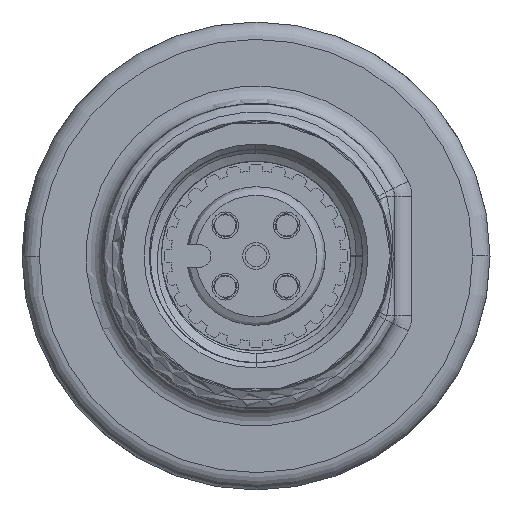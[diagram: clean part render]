
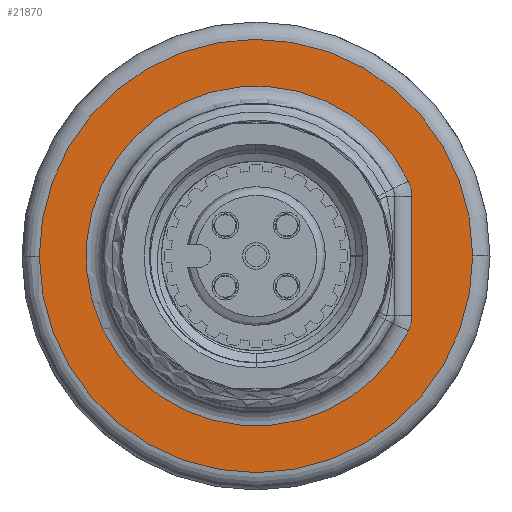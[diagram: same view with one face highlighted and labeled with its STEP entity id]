
A CAD part, left-side view. The second image highlights one B-rep face of the part: STEP entity #21870.
In plain terms, the highlighted planar face has unit normal (-1, 0, 0).
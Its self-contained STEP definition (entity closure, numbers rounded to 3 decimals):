
#85=CARTESIAN_POINT('',(-377.5,0.,0.));
#86=DIRECTION('',(1.,0.,0.));
#87=DIRECTION('',(0.,1.,0.));
#88=AXIS2_PLACEMENT_3D('',#85,#86,#87);
#90=CARTESIAN_POINT('',(-377.5,0.,0.));
#91=DIRECTION('',(1.,0.,0.));
#92=DIRECTION('',(0.,-1.,0.007));
#93=AXIS2_PLACEMENT_3D('',#90,#91,#92);
#95=CARTESIAN_POINT('',(-377.5,0.,0.));
#96=DIRECTION('',(1.,0.,0.));
#97=DIRECTION('',(0.,-1.,0.));
#98=AXIS2_PLACEMENT_3D('',#95,#96,#97);
#100=CARTESIAN_POINT('',(-377.5,0.,0.));
#101=DIRECTION('',(1.,0.,0.));
#102=DIRECTION('',(0.,1.,-0.007));
#103=AXIS2_PLACEMENT_3D('',#100,#101,#102);
#105=CARTESIAN_POINT('',(-377.5,-7.,-3.441));
#106=DIRECTION('',(-1.,0.,0.));
#107=DIRECTION('',(0.,-0.897,-0.441));
#108=AXIS2_PLACEMENT_3D('',#105,#106,#107);
#110=CARTESIAN_POINT('',(-377.5,-7.,3.441));
#111=DIRECTION('',(-1.,0.,0.));
#112=DIRECTION('',(0.,-1.,0.));
#113=AXIS2_PLACEMENT_3D('',#110,#111,#112);
#115=CARTESIAN_POINT('',(-377.5,0.,0.));
#116=DIRECTION('',(-1.,0.,0.));
#117=DIRECTION('',(0.,-0.897,0.441));
#118=AXIS2_PLACEMENT_3D('',#115,#116,#117);
#120=CARTESIAN_POINT('',(-377.5,0.,0.));
#121=DIRECTION('',(-1.,0.,0.));
#122=DIRECTION('',(0.,0.904,-0.428));
#123=AXIS2_PLACEMENT_3D('',#120,#121,#122);
#125=CARTESIAN_POINT('',(-377.5,0.,0.));
#126=DIRECTION('',(-1.,0.,0.));
#127=DIRECTION('',(0.,0.897,-0.441));
#128=AXIS2_PLACEMENT_3D('',#125,#126,#127);
#175=DIRECTION('',(0.,0.,-1.));
#176=VECTOR('',#175,6.882);
#177=CARTESIAN_POINT('',(-377.5,-9.,3.441));
#178=LINE('',#177,#176);
#20036=CARTESIAN_POINT('',(-377.5,-12.5,0.));
#20037=VERTEX_POINT('',#20036);
#20038=CARTESIAN_POINT('',(-377.5,12.5,0.));
#20039=CARTESIAN_POINT('',(-377.5,-12.5,0.085));
#20040=VERTEX_POINT('',#20038);
#20041=VERTEX_POINT('',#20039);
#20042=CARTESIAN_POINT('',(-377.5,12.5,-0.085));
#20043=VERTEX_POINT('',#20042);
#20044=CARTESIAN_POINT('',(-377.5,-8.795,-4.323));
#20045=CARTESIAN_POINT('',(-377.5,-9.,-3.441));
#20046=VERTEX_POINT('',#20044);
#20047=VERTEX_POINT('',#20045);
#20048=CARTESIAN_POINT('',(-377.5,-9.,3.441));
#20049=VERTEX_POINT('',#20048);
#20050=CARTESIAN_POINT('',(-377.5,-8.795,4.323));
#20051=VERTEX_POINT('',#20050);
#20052=CARTESIAN_POINT('',(-377.5,8.855,-4.199));
#20053=VERTEX_POINT('',#20052);
#20054=CARTESIAN_POINT('',(-377.5,8.795,-4.323));
#20055=VERTEX_POINT('',#20054);
#21845=CARTESIAN_POINT('',(-377.5,0.,0.));
#21846=DIRECTION('',(1.,0.,0.));
#21847=DIRECTION('',(0.,-1.,0.));
#21848=AXIS2_PLACEMENT_3D('',#21845,#21846,#21847);
#21849=PLANE('',#21848);
#21850=ORIENTED_EDGE('',*,*,#21821,.T.);
#21851=ORIENTED_EDGE('',*,*,#21819,.T.);
#21852=ORIENTED_EDGE('',*,*,#21839,.T.);
#21853=ORIENTED_EDGE('',*,*,#21837,.T.);
#21854=EDGE_LOOP('',(#21850,#21851,#21852,#21853));
#21855=FACE_OUTER_BOUND('',#21854,.F.);
#21857=ORIENTED_EDGE('',*,*,#21856,.T.);
#21859=ORIENTED_EDGE('',*,*,#21858,.F.);
#21861=ORIENTED_EDGE('',*,*,#21860,.T.);
#21863=ORIENTED_EDGE('',*,*,#21862,.T.);
#21865=ORIENTED_EDGE('',*,*,#21864,.T.);
#21867=ORIENTED_EDGE('',*,*,#21866,.T.);
#21868=EDGE_LOOP('',(#21857,#21859,#21861,#21863,#21865,#21867));
#21869=FACE_BOUND('',#21868,.F.);
#21870=ADVANCED_FACE('',(#21855,#21869),#21849,.F.);
#89=CIRCLE('',#88,12.5);
#94=CIRCLE('',#93,12.5);
#99=CIRCLE('',#98,12.5);
#104=CIRCLE('',#103,12.5);
#109=CIRCLE('',#108,2.);
#114=CIRCLE('',#113,2.);
#119=CIRCLE('',#118,9.8);
#124=CIRCLE('',#123,9.8);
#129=CIRCLE('',#128,9.8);
#21819=EDGE_CURVE('',#20041,#20037,#94,.T.);
#21821=EDGE_CURVE('',#20040,#20041,#89,.T.);
#21837=EDGE_CURVE('',#20043,#20040,#104,.T.);
#21839=EDGE_CURVE('',#20037,#20043,#99,.T.);
#21856=EDGE_CURVE('',#20046,#20047,#109,.T.);
#21858=EDGE_CURVE('',#20049,#20047,#178,.T.);
#21860=EDGE_CURVE('',#20049,#20051,#114,.T.);
#21862=EDGE_CURVE('',#20051,#20053,#119,.T.);
#21864=EDGE_CURVE('',#20053,#20055,#124,.T.);
#21866=EDGE_CURVE('',#20055,#20046,#129,.T.);
